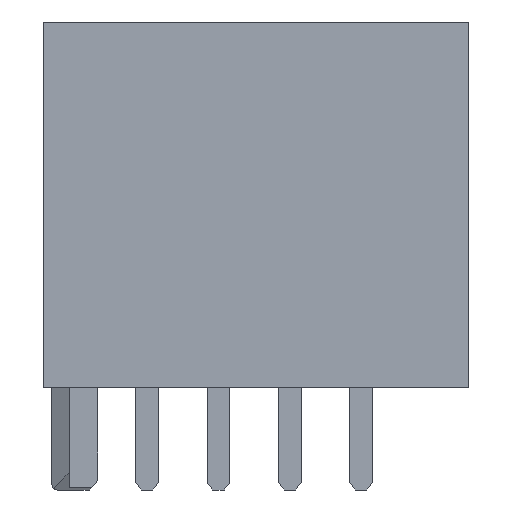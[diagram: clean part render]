
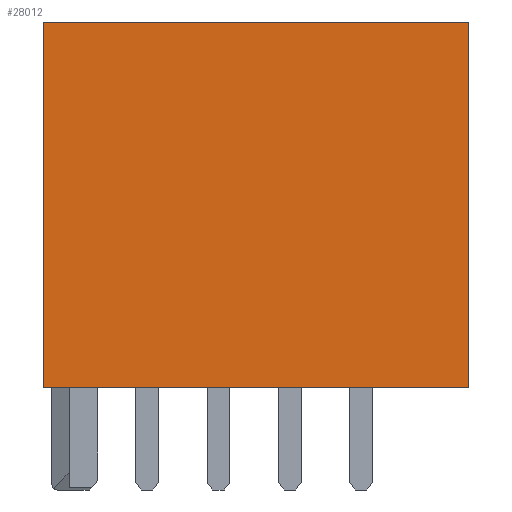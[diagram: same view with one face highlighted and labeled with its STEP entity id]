
A CAD part, left-side view. The second image highlights one B-rep face of the part: STEP entity #28012.
In plain terms, the highlighted planar face has unit normal (-1, 0, 0).
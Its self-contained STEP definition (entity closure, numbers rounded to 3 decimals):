
#3796=ORIENTED_EDGE('',*,*,#8500,.F.);
#3797=ORIENTED_EDGE('',*,*,#8692,.F.);
#3798=ORIENTED_EDGE('',*,*,#8509,.F.);
#3799=ORIENTED_EDGE('',*,*,#8492,.F.);
#8492=EDGE_CURVE('',#11056,#11057,#13391,.T.);
#8500=EDGE_CURVE('',#11062,#11056,#13399,.T.);
#8509=EDGE_CURVE('',#11057,#11067,#13408,.T.);
#8692=EDGE_CURVE('',#11067,#11062,#13591,.T.);
#11056=VERTEX_POINT('',#39173);
#11057=VERTEX_POINT('',#39175);
#11062=VERTEX_POINT('',#39189);
#11067=VERTEX_POINT('',#39210);
#13391=LINE('',#39174,#16272);
#13399=LINE('',#39190,#16280);
#13408=LINE('',#39209,#16289);
#13591=LINE('',#39542,#16472);
#16272=VECTOR('',#32875,1000.);
#16280=VECTOR('',#32887,1000.);
#16289=VECTOR('',#32908,1000.);
#16472=VECTOR('',#33273,1000.);
#17771=EDGE_LOOP('',(#3796,#3797,#3798,#3799));
#18864=FACE_BOUND('',#17771,.T.);
#19878=PLANE('',#29171);
#28012=ADVANCED_FACE('',(#18864),#19878,.F.);
#29171=AXIS2_PLACEMENT_3D('',#39541,#33271,#33272);
#32875=DIRECTION('',(0.,1.,0.));
#32887=DIRECTION('',(0.,0.,-1.));
#32908=DIRECTION('',(0.,0.,1.));
#33271=DIRECTION('',(1.,0.,0.));
#33272=DIRECTION('',(0.,0.,1.));
#33273=DIRECTION('',(0.,-1.,0.));
#39173=CARTESIAN_POINT('',(-23.5,-7.45,-6.4));
#39174=CARTESIAN_POINT('',(-23.5,-7.45,-6.4));
#39175=CARTESIAN_POINT('',(-23.5,7.45,-6.4));
#39189=CARTESIAN_POINT('',(-23.5,-7.45,6.4));
#39190=CARTESIAN_POINT('',(-23.5,-7.45,6.4));
#39209=CARTESIAN_POINT('',(-23.5,7.45,-6.4));
#39210=CARTESIAN_POINT('',(-23.5,7.45,6.4));
#39541=CARTESIAN_POINT('',(-23.5,0.,0.));
#39542=CARTESIAN_POINT('',(-23.5,7.45,6.4));
